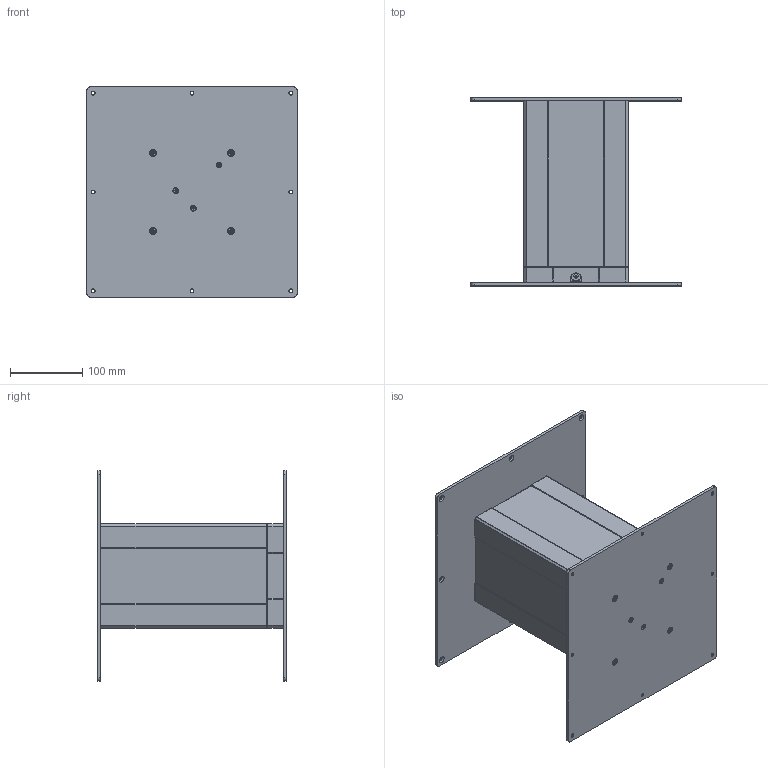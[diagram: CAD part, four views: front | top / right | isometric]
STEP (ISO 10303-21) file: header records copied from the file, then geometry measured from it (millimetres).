
FILE_DESCRIPTION (( 'STEP AP203' ), '1' );
FILE_NAME ('260萇雄湮臏.STEP', '2025-12-16T06:05:54', ( 'Microsoft' ), ( 'MS' ), 'SwSTEP 2.0', 'SolidWorks 2018', '' );
FILE_SCHEMA (( 'CONFIG_CONTROL_DESIGN' ));
Length unit declared in the file: millimetre
Products named in the file (8): 湮臏狟沺啣; 蹟佪; 湮臏; 笢臏; 260萇雄湮臏; 湮臏奻沺啣; 苤臏; 嘀
Assembly tree (19 placements, depth 2):
  260萇雄湮臏
    湮臏
    苤臏
    笢臏
    湮臏奻沺啣
    湮臏狟沺啣
    嘀
    蹟佪  x13
Bounding box: 290.7 x 260 x 290.7 mm (x, y, z)
Volume: 1155247.8 mm3; surface area: 1111793 mm2
Topology: 19 solids, 19 shells, 711 faces, 1888 edges, 1229 vertices
Faces by surface type: plane 354, cylinder 191, cone 110, bspline 52, sphere 2, torus 2
Entity records: 13448 total; most frequent: CARTESIAN_POINT 2164, DIRECTION 2106, ORIENTED_EDGE 2088, EDGE_CURVE 1044, VECTOR 776, LINE 776, VERTEX_POINT 675, AXIS2_PLACEMENT_3D 665
